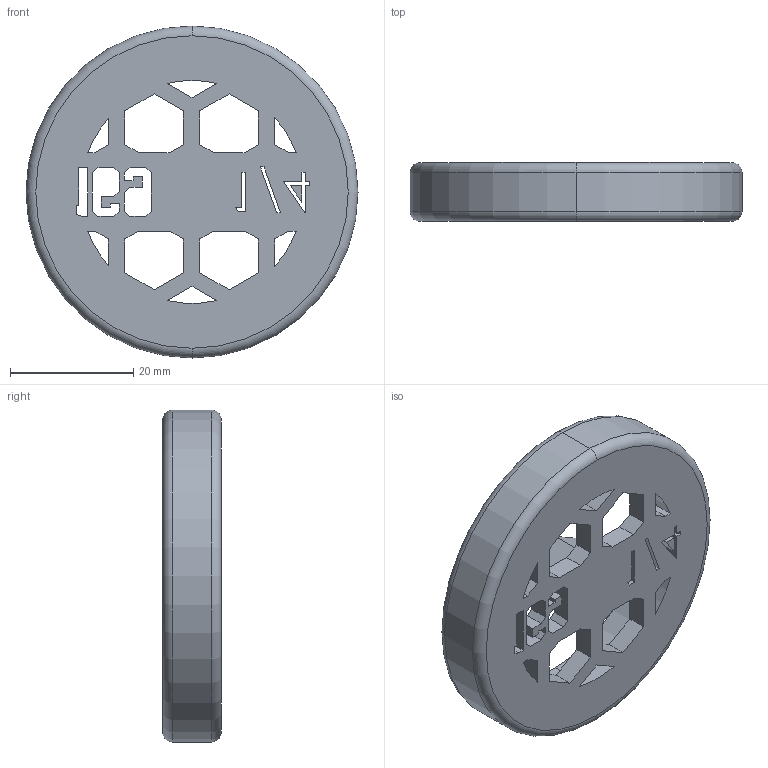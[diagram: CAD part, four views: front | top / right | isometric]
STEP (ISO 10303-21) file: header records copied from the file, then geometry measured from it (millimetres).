
FILE_DESCRIPTION (( 'STEP AP214' ), '1' );
FILE_NAME ('1.625in_0.250.STEP', '2021-05-03T23:45:21', ( '' ), ( '' ), 'SwSTEP 2.0', 'SolidWorks 2019', '' );
FILE_SCHEMA (( 'AUTOMOTIVE_DESIGN' ));
Length unit declared in the file: inch
Products named in the file (1): 1.625in_0.250
Bounding box: 53.98 x 9.53 x 53.98 mm (x, y, z)
Volume: 12192.3 mm3; surface area: 7238.9 mm2
Topology: 2 solids, 2 shells, 131 faces, 371 edges, 246 vertices
Faces by surface type: plane 116, cylinder 11, torus 4
Entity records: 4298 total; most frequent: CARTESIAN_POINT 749, ORIENTED_EDGE 742, DIRECTION 665, EDGE_CURVE 371, LINE 341, VECTOR 341, VERTEX_POINT 246, EDGE_LOOP 165
